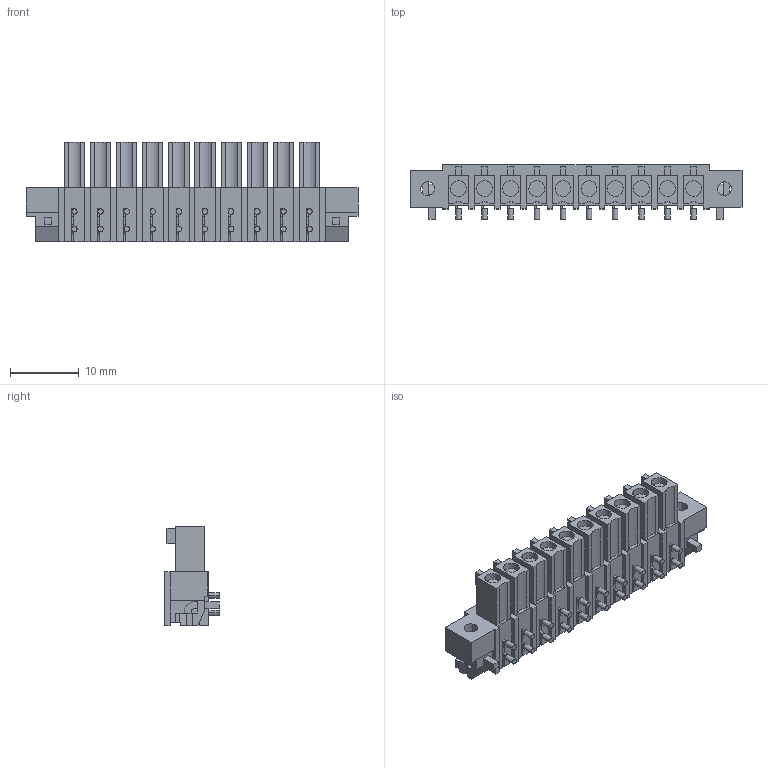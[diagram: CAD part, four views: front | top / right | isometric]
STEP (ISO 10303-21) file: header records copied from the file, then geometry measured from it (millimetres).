
FILE_DESCRIPTION(('CATIA V5 STEP Exchange'),'2;1');
FILE_NAME ('D1447087_0_1028820000_1028820000.stp','2016-12-08T12:12:15+00:00',('none'),('Weidmueller'),'CATIA Version 5-6 Release 2014','CATIA V5 STEP AP203','none');
FILE_SCHEMA(('CONFIG_CONTROL_DESIGN'));
Length unit declared in the file: millimetre
Products named in the file (1): 1028820000_S
Bounding box: 48.4 x 7.95 x 14.5 mm (x, y, z)
Volume: 2705.9 mm3; surface area: 3169.5 mm2
Topology: 13 solids, 13 shells, 698 faces, 1816 edges, 1192 vertices
Faces by surface type: plane 600, cylinder 98
Entity records: 19058 total; most frequent: ORIENTED_EDGE 3632, CARTESIAN_POINT 3543, DIRECTION 2391, EDGE_CURVE 1816, VECTOR 1519, LINE 1519, VERTEX_POINT 1192, EDGE_LOOP 754
